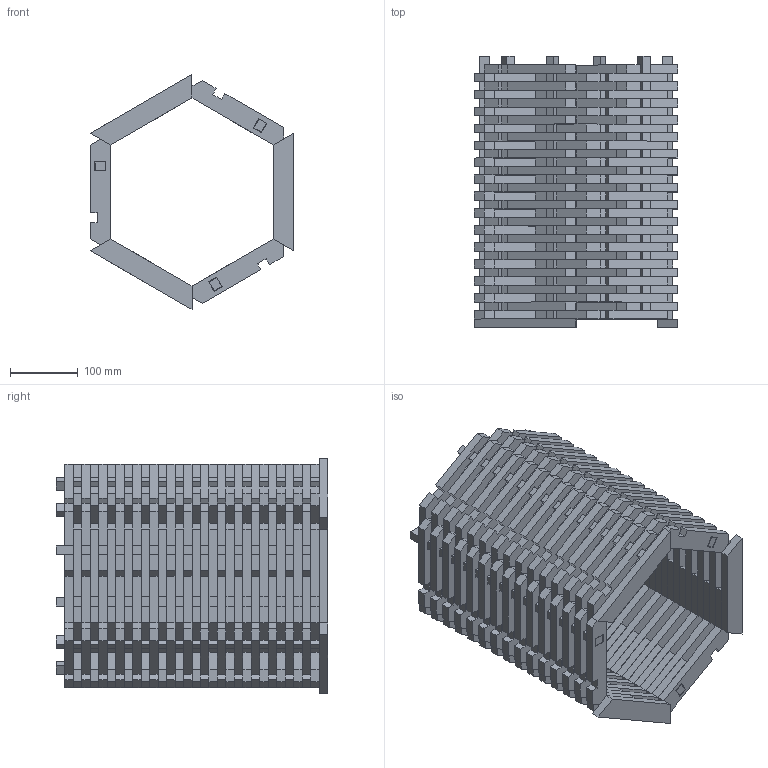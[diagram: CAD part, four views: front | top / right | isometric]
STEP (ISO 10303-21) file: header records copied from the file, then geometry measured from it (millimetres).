
FILE_DESCRIPTION(/* description */ (''),/* implementation_level */ '2;1');
FILE_NAME(/* name */ 'kumiki_shelf.step',/* time_stamp */ '2018-06-22T16:59:00+09:00',/* author */ ('naito.kai'),/* organization */ (''),/* preprocessor_version */ 'ST-DEVELOPER v17',/* originating_system */ 'Autodesk Translation Framework v7.1.0.215',/* authorisation */ '');
FILE_SCHEMA (('AUTOMOTIVE_DESIGN { 1 0 10303 214 3 1 1 }'));
Length unit declared in the file: millimetre
Products named in the file (1): uinit_shelf2
Bounding box: 300 x 400 x 346.41 mm (x, y, z)
Volume: 6202338.4 mm3; surface area: 1720980.3 mm2
Topology: 99 solids, 99 shells, 1944 faces, 5238 edges, 3492 vertices
Faces by surface type: plane 1944
Entity records: 59897 total; most frequent: CARTESIAN_POINT 10675, ORIENTED_EDGE 10476, DIRECTION 9128, LINE 5238, VECTOR 5238, EDGE_CURVE 5238, VERTEX_POINT 3492, EDGE_LOOP 2124
